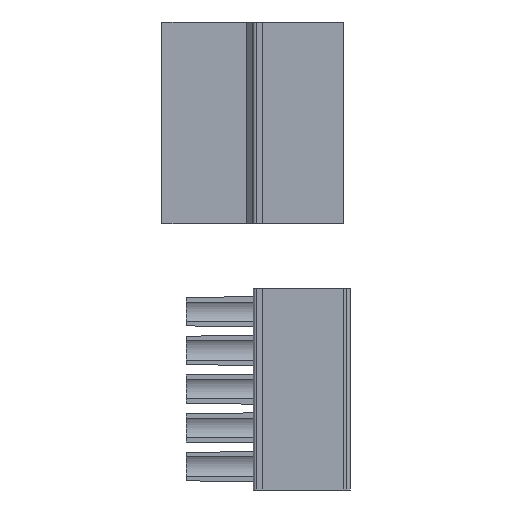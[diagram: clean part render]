
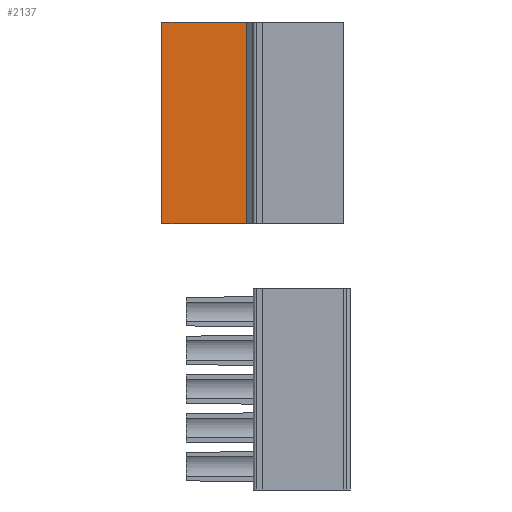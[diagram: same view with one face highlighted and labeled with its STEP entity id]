
A CAD part, front view. The second image highlights one B-rep face of the part: STEP entity #2137.
In plain terms, the highlighted planar face has unit normal (0, -1, 0).
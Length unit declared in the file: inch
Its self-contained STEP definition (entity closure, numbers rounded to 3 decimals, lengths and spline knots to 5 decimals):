
#667 = CARTESIAN_POINT ( 'NONE',  ( -0.1122, 0.13386, 0. ) ) ;
#1376 = ORIENTED_EDGE ( 'NONE', *, *, #36310, .F. ) ;
#2137 = ADVANCED_FACE ( 'NONE', ( #40732 ), #9304, .F. ) ;
#4564 = LINE ( 'NONE', #667, #44379 ) ;
#6541 = CARTESIAN_POINT ( 'NONE',  ( -0.35236, 0.13386, 0.7811 ) ) ;
#6721 = CARTESIAN_POINT ( 'NONE',  ( -0.1122, 0.13386, 0.24055 ) ) ;
#7451 = DIRECTION ( 'NONE',  ( 0., 0., 1. ) ) ;
#9304 = PLANE ( 'NONE',  #13311 ) ;
#9847 = VECTOR ( 'NONE', #13479, 39.37008 ) ;
#11489 = ORIENTED_EDGE ( 'NONE', *, *, #19518, .F. ) ;
#11525 = EDGE_CURVE ( 'NONE', #43691, #36867, #25150, .T. ) ;
#13311 = AXIS2_PLACEMENT_3D ( 'NONE', #6721, #24645, #34750 ) ;
#13479 = DIRECTION ( 'NONE',  ( 0., 0., -1. ) ) ;
#13878 = VERTEX_POINT ( 'NONE', #38790 ) ;
#17262 = ORIENTED_EDGE ( 'NONE', *, *, #11525, .F. ) ;
#19181 = VECTOR ( 'NONE', #36076, 39.37008 ) ;
#19518 = EDGE_CURVE ( 'NONE', #40149, #13878, #20362, .T. ) ;
#20362 = LINE ( 'NONE', #34112, #9847 ) ;
#22552 = LINE ( 'NONE', #40204, #19181 ) ;
#22629 = ORIENTED_EDGE ( 'NONE', *, *, #29604, .F. ) ;
#24645 = DIRECTION ( 'NONE',  ( 0., 1., 0. ) ) ;
#25150 = LINE ( 'NONE', #27896, #26221 ) ;
#26221 = VECTOR ( 'NONE', #7451, 39.37008 ) ;
#27896 = CARTESIAN_POINT ( 'NONE',  ( -0.35236, 0.13386, 0.69055 ) ) ;
#29604 = EDGE_CURVE ( 'NONE', #36867, #40149, #22552, .T. ) ;
#34112 = CARTESIAN_POINT ( 'NONE',  ( -0.02559, 0.13386, 0.24055 ) ) ;
#34405 = EDGE_LOOP ( 'NONE', ( #1376, #11489, #22629, #17262 ) ) ;
#34750 = DIRECTION ( 'NONE',  ( -1., 0., 0. ) ) ;
#36076 = DIRECTION ( 'NONE',  ( 1., 0., 0. ) ) ;
#36310 = EDGE_CURVE ( 'NONE', #13878, #43691, #4564, .T. ) ;
#36487 = DIRECTION ( 'NONE',  ( -1., 0., 0. ) ) ;
#36867 = VERTEX_POINT ( 'NONE', #6541 ) ;
#38335 = CARTESIAN_POINT ( 'NONE',  ( -0.02559, 0.13386, 0.7811 ) ) ;
#38790 = CARTESIAN_POINT ( 'NONE',  ( -0.02559, 0.13386, 0. ) ) ;
#38794 = CARTESIAN_POINT ( 'NONE',  ( -0.35236, 0.13386, 0. ) ) ;
#40149 = VERTEX_POINT ( 'NONE', #38335 ) ;
#40204 = CARTESIAN_POINT ( 'NONE',  ( -0.1122, 0.13386, 0.7811 ) ) ;
#40732 = FACE_OUTER_BOUND ( 'NONE', #34405, .T. ) ;
#43691 = VERTEX_POINT ( 'NONE', #38794 ) ;
#44379 = VECTOR ( 'NONE', #36487, 39.37008 ) ;
